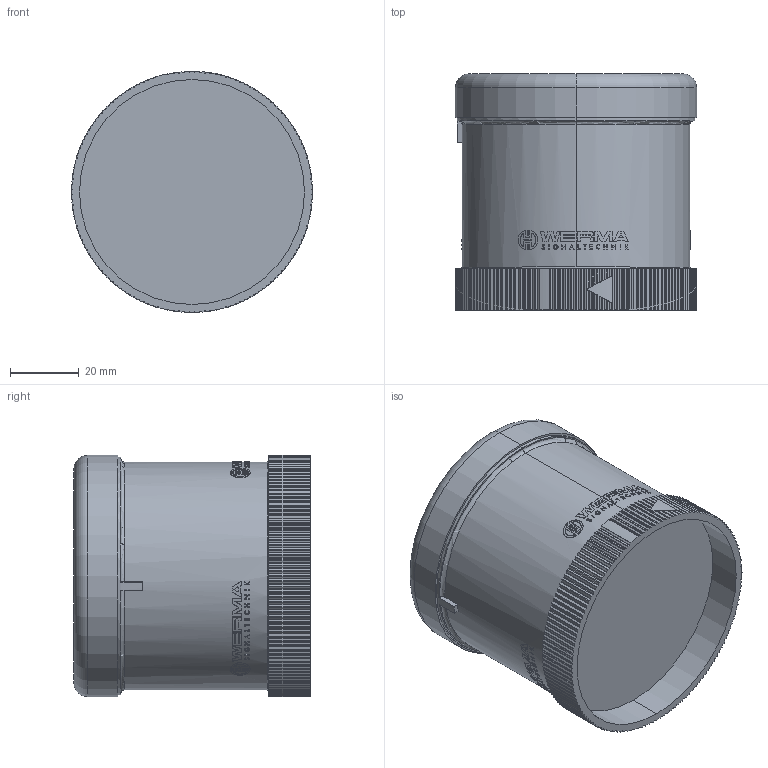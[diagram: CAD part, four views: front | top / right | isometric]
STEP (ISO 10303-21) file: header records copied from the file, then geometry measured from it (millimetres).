
FILE_DESCRIPTION (( 'STEP AP214' ), '1' );
FILE_NAME ('64582067.step', '2016-03-14T14:18:32', ( '' ), ( '' ), 'SwSTEP 2.0', 'SolidWorks 2015', '' );
FILE_SCHEMA (( 'AUTOMOTIVE_DESIGN' ));
Length unit declared in the file: inch
Products named in the file (1): 64582067
Bounding box: 70.15 x 68.7 x 70.15 mm (x, y, z)
Volume: 213841.1 mm3; surface area: 24900.7 mm2
Topology: 1 solids, 1 shells, 1402 faces, 3959 edges, 2633 vertices
Faces by surface type: plane 832, cylinder 563, torus 7
Entity records: 49924 total; most frequent: CARTESIAN_POINT 15609, ORIENTED_EDGE 7918, DIRECTION 5755, EDGE_CURVE 3959, VERTEX_POINT 2633, AXIS2_PLACEMENT_3D 1971, VECTOR 1813, LINE 1813
